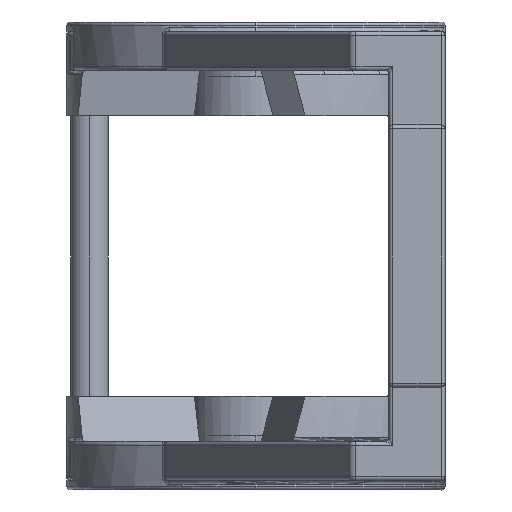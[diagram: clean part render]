
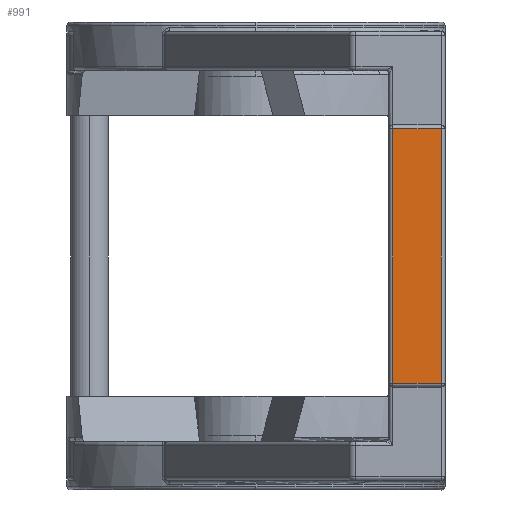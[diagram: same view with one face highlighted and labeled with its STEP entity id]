
A CAD part, left-side view. The second image highlights one B-rep face of the part: STEP entity #991.
In plain terms, the highlighted planar face has unit normal (-1, 0, 0).
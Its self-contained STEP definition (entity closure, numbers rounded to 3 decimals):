
#991 = ADVANCED_FACE ( 'NONE', ( #14670 ), #4800, .T. ) ;
#1191 = EDGE_CURVE ( 'NONE', #10788, #10390, #9815, .T. ) ;
#1211 = VECTOR ( 'NONE', #10782, 1000. ) ;
#2370 = EDGE_CURVE ( 'NONE', #17129, #20209, #11911, .T. ) ;
#2403 = CARTESIAN_POINT ( 'NONE',  ( -48.6, -9.9, -2.6 ) ) ;
#2655 = ORIENTED_EDGE ( 'NONE', *, *, #17995, .T. ) ;
#4800 = PLANE ( 'NONE',  #17882 ) ;
#6151 = ORIENTED_EDGE ( 'NONE', *, *, #10934, .T. ) ;
#6306 = DIRECTION ( 'NONE',  ( -1., 0., 0. ) ) ;
#6810 = VECTOR ( 'NONE', #15900, 1000. ) ;
#7602 = CARTESIAN_POINT ( 'NONE',  ( -48.6, -7.3, -16.4 ) ) ;
#9815 = LINE ( 'NONE', #20818, #1211 ) ;
#10390 = VERTEX_POINT ( 'NONE', #7602 ) ;
#10782 = DIRECTION ( 'NONE',  ( 0., 0., -1. ) ) ;
#10788 = VERTEX_POINT ( 'NONE', #21413 ) ;
#10934 = EDGE_CURVE ( 'NONE', #10390, #17129, #21319, .T. ) ;
#11177 = LINE ( 'NONE', #14565, #17351 ) ;
#11911 = LINE ( 'NONE', #2403, #6810 ) ;
#12352 = ORIENTED_EDGE ( 'NONE', *, *, #2370, .T. ) ;
#13032 = CARTESIAN_POINT ( 'NONE',  ( -48.6, -8.6, -16.4 ) ) ;
#13262 = ORIENTED_EDGE ( 'NONE', *, *, #1191, .T. ) ;
#13629 = CARTESIAN_POINT ( 'NONE',  ( -48.6, -9.9, -16.4 ) ) ;
#14565 = CARTESIAN_POINT ( 'NONE',  ( -48.6, -7.1, -2.8 ) ) ;
#14670 = FACE_OUTER_BOUND ( 'NONE', #15002, .T. ) ;
#15002 = EDGE_LOOP ( 'NONE', ( #6151, #12352, #2655, #13262 ) ) ;
#15900 = DIRECTION ( 'NONE',  ( 0., 0., 1. ) ) ;
#16229 = VECTOR ( 'NONE', #19970, 1000. ) ;
#16584 = CARTESIAN_POINT ( 'NONE',  ( -48.6, -8.6, -16.6 ) ) ;
#17129 = VERTEX_POINT ( 'NONE', #13629 ) ;
#17351 = VECTOR ( 'NONE', #19853, 1000. ) ;
#17828 = CARTESIAN_POINT ( 'NONE',  ( -48.6, -9.9, -2.8 ) ) ;
#17882 = AXIS2_PLACEMENT_3D ( 'NONE', #16584, #6306, #18457 ) ;
#17995 = EDGE_CURVE ( 'NONE', #20209, #10788, #11177, .T. ) ;
#18457 = DIRECTION ( 'NONE',  ( 0., 0., 1. ) ) ;
#19853 = DIRECTION ( 'NONE',  ( 0., 1., 0. ) ) ;
#19970 = DIRECTION ( 'NONE',  ( 0., -1., 0. ) ) ;
#20209 = VERTEX_POINT ( 'NONE', #17828 ) ;
#20818 = CARTESIAN_POINT ( 'NONE',  ( -48.6, -7.3, -16.6 ) ) ;
#21319 = LINE ( 'NONE', #13032, #16229 ) ;
#21413 = CARTESIAN_POINT ( 'NONE',  ( -48.6, -7.3, -2.8 ) ) ;
